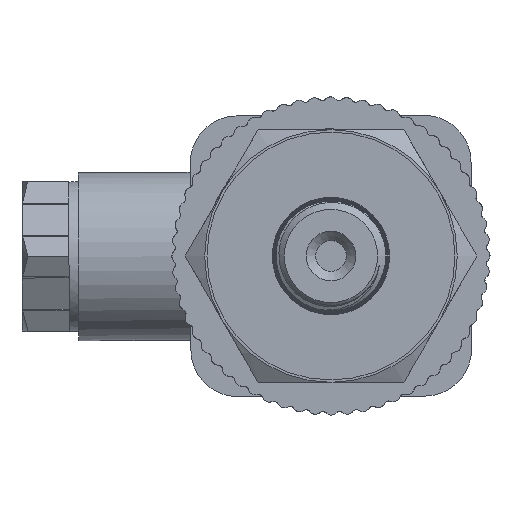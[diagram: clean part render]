
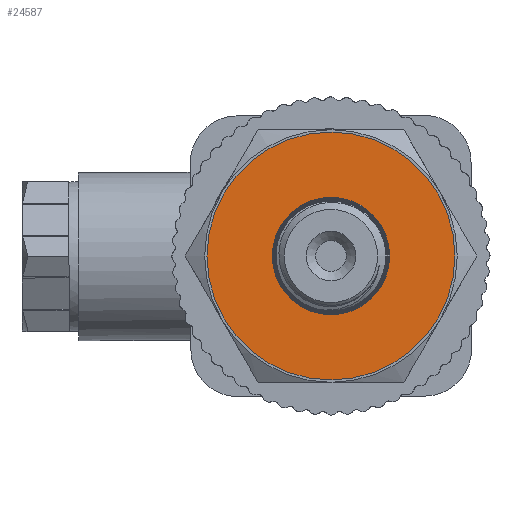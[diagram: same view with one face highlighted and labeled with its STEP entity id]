
A CAD part, left-side view. The second image highlights one B-rep face of the part: STEP entity #24587.
In plain terms, the highlighted planar face has unit normal (-1, 0, 0).
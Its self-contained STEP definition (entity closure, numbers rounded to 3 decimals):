
#302=PLANE('',#25866);
#1416=FACE_BOUND('',#3530,.T.);
#2137=FACE_OUTER_BOUND('',#3529,.T.);
#3529=EDGE_LOOP('',(#18495));
#3530=EDGE_LOOP('',(#18496));
#4656=CIRCLE('',#25684,6.27);
#4740=CIRCLE('',#25859,13.25);
#10343=VERTEX_POINT('',#34992);
#10937=VERTEX_POINT('',#48845);
#12876=EDGE_CURVE('',#10343,#10343,#4656,.T.);
#13770=EDGE_CURVE('',#10937,#10937,#4740,.T.);
#18495=ORIENTED_EDGE('',*,*,#13770,.T.);
#18496=ORIENTED_EDGE('',*,*,#12876,.T.);
#24587=ADVANCED_FACE('',(#2137,#1416),#302,.T.);
#25684=AXIS2_PLACEMENT_3D('',#34993,#27096,#27097);
#25859=AXIS2_PLACEMENT_3D('',#48847,#27801,#27802);
#25866=AXIS2_PLACEMENT_3D('',#49602,#27817,#27818);
#27096=DIRECTION('center_axis',(1.,0.,0.));
#27097=DIRECTION('ref_axis',(0.,0.,-1.));
#27801=DIRECTION('center_axis',(-1.,0.,0.));
#27802=DIRECTION('ref_axis',(0.,1.,0.));
#27817=DIRECTION('center_axis',(-1.,0.,0.));
#27818=DIRECTION('ref_axis',(0.,0.,1.));
#34992=CARTESIAN_POINT('',(-48.,-6.27,0.));
#34993=CARTESIAN_POINT('Origin',(-48.,0.,0.));
#48845=CARTESIAN_POINT('',(-48.,-13.25,0.));
#48847=CARTESIAN_POINT('Origin',(-48.,0.,0.));
#49602=CARTESIAN_POINT('Origin',(-48.,13.5,0.));
